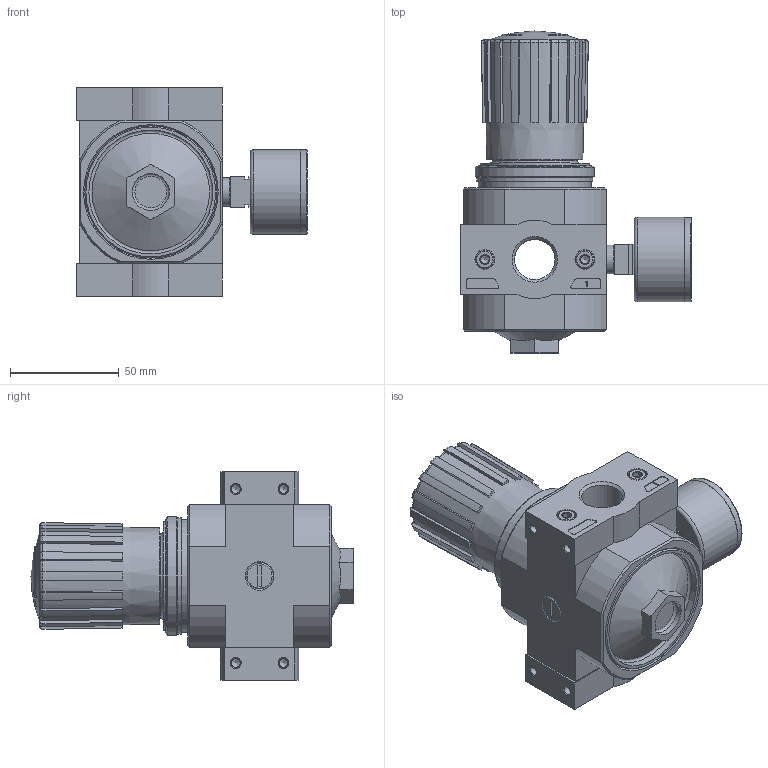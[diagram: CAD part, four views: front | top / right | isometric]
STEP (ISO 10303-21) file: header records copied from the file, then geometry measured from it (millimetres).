
FILE_DESCRIPTION(/* description */ ('STEP AP214'),/* implementation_level */ '2;1');
FILE_NAME(/* name */ '192358_LR-1_2-D-7-DI-MAXI',/* time_stamp */ '2024-09-04T19:50:09+02:00',/* author */ ('License CC BY-ND 4.0'),/* organization */ ('CADENAS'),/* preprocessor_version */ 'ST-DEVELOPER v19.3',/* originating_system */ 'PARTsolutions',/* authorisation */ ' ');
FILE_SCHEMA (('AUTOMOTIVE_DESIGN {1 0 10303 214 3 1 1}'));
Length unit declared in the file: millimetre
Products named in the file (8): 192358 LR-1/2-D-7-DI-MAXI-(0); 395842 LR-D-7-DI-MAXI--(0); 398012 LRVS-D-MINI; 680244 PBL-1/2-D-MAXI-R---(0) p1; DIN-912 - M5x20(F); 680243 PBL-1/2-D-MAXI-L---(1) p1; 8003638 PAGN-40-10-G14; 373846 LR-MIDI
Assembly tree (10 placements, depth 2):
  192358 LR-1/2-D-7-DI-MAXI-(0)
    395842 LR-D-7-DI-MAXI--(0)
    398012 LRVS-D-MINI
    680244 PBL-1/2-D-MAXI-R---(0) p1
    DIN-912 - M5x20(F)  x4
    680243 PBL-1/2-D-MAXI-L---(1) p1
    8003638 PAGN-40-10-G14
    373846 LR-MIDI
Bounding box: 106.1 x 148.2 x 96 mm (x, y, z)
Volume: 453317.1 mm3; surface area: 74856.3 mm2
Topology: 10 solids, 10 shells, 511 faces, 1211 edges, 757 vertices
Faces by surface type: plane 261, cone 116, cylinder 82, torus 47, sphere 5
Full cylindrical faces by diameter (mm): 4.134 x8, 5 x4, 6.3 x1, 8.5 x4, 8.7 x1, 9.6 x1, 11 x1, 11.2 x1, 11.445 x2, 13.157 x2, 17 x1, 18.631 x2, 22 x1, 30 x2, 38.7 x1, 39 x2, 40 x1, 50.2 x1, 50.376 x1, 52 x1, 53.5 x1, 54.8 x1, 57 x1
Entity records: 14138 total; most frequent: CARTESIAN_POINT 2611, DIRECTION 2038, ORIENTED_EDGE 1852, EDGE_CURVE 926, AXIS2_PLACEMENT_3D 832, VERTEX_POINT 661, FACE_BOUND 595, EDGE_LOOP 586
